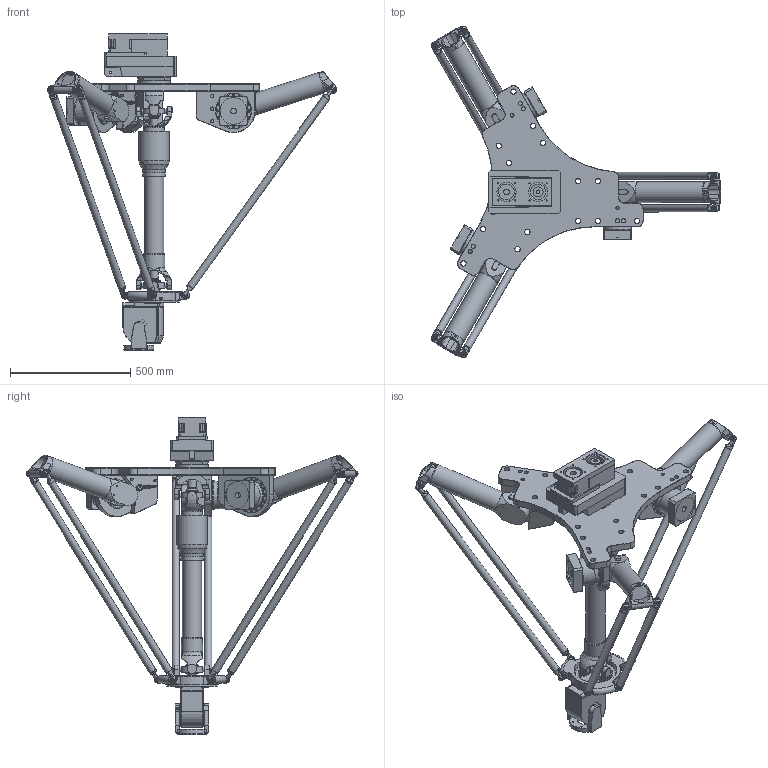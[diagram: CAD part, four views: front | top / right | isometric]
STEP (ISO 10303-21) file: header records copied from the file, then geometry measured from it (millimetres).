
FILE_DESCRIPTION(/* description */ (''),/* implementation_level */ '2;1');
FILE_NAME(/* name */ '3D-model_A_00816.stp',/* time_stamp */ '2022-02-19T10:02:15+01:00',/* author */ ('michael.schutter'),/* organization */ ('Majatronic'),/* preprocessor_version */ 'ST-DEVELOPER v16.5',/* originating_system */ 'Autodesk Inventor 2017',/* authorisation */ '');
FILE_SCHEMA (('AUTOMOTIVE_DESIGN { 1 0 10303 214 3 1 1 }'));
Length unit declared in the file: millimetre
Products named in the file (13): A_00802_DUMMY; MT_WST00054870MT_WST; MT_WST00055005MT_WST; MT_WST00055470MT_WST; MT_WST00050309MT_WST; MT_WST00058679MT_WST; MT_WST00066183MT_WST; MT_WST00066192MT_WST; MT_WST00066191MT_WST; MT_WST00054722MT_WST; MT_WST00066180MT_WST; MT_WST00067367MT_WST; MT_WST00066182MT_WST
Assembly tree (25 placements, depth 2):
  A_00802_DUMMY
    MT_WST00054870MT_WST
    MT_WST00055005MT_WST  x3
    MT_WST00055470MT_WST  x6
    MT_WST00050309MT_WST  x6
    MT_WST00058679MT_WST
    MT_WST00066183MT_WST
    MT_WST00054722MT_WST  x2
    MT_WST00066192MT_WST
    MT_WST00066191MT_WST
    MT_WST00066180MT_WST
    MT_WST00067367MT_WST
    MT_WST00066182MT_WST
Bounding box: 1201.13 x 1379.04 x 1314 mm (x, y, z)
Volume: 48416794.1 mm3; surface area: 3652565.6 mm2
Topology: 25 solids, 54 shells, 3610 faces, 8411 edges, 5284 vertices
Faces by surface type: plane 1724, cylinder 1060, bspline 412, cone 274, torus 133, sphere 7
Full cylindrical faces by diameter (mm): 3.242 x4, 4.917 x18, 6 x7, 6.647 x13, 6.8 x4, 8 x77, 8.5 x48, 9 x4, 9.6 x3, 10 x4, 11 x1, 12 x22, 13 x2, 13.835 x9, 15 x5, 16 x13, 17.294 x6, 18 x48, 19.626 x1, 20 x14, 22 x15, 24 x4, 26 x4, 29.98 x12, 30 x18, 32 x2, 35 x2, 36 x1, 42 x1, 45 x5
Entity records: 83508 total; most frequent: CARTESIAN_POINT 28343, DIRECTION 11410, ORIENTED_EDGE 10306, EDGE_CURVE 5153, AXIS2_PLACEMENT_3D 4214, VERTEX_POINT 3506, EDGE_LOOP 3235, LINE 2982
